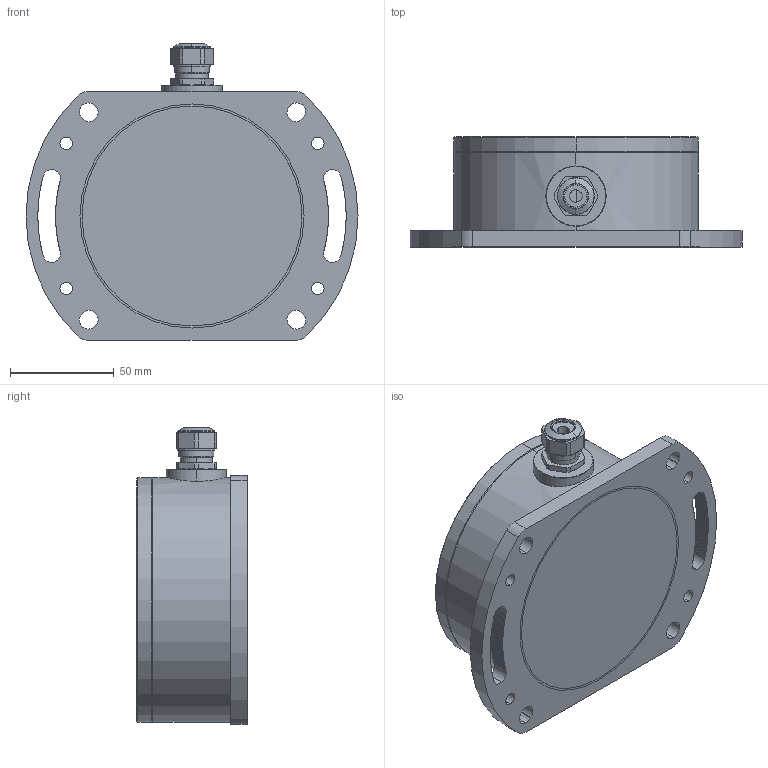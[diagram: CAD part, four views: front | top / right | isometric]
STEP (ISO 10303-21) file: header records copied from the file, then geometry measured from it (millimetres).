
FILE_DESCRIPTION(/* description */ ('VariCAD 2023-2.08 AP-214'),/* implementation_level */ '2;1');
FILE_NAME(/* name */ 'XB_Box_M16x1,5.stp',/* time_stamp */ '2026-03-06T10:33:18+01:00',/* author */ (''),/* organization */ (''),/* preprocessor_version */ 'VariCAD 2023-2.08',/* originating_system */ 'VariCAD 2023-2.08; kernel version (20180118)',/* authorisation */ '');
FILE_SCHEMA(('AUTOMOTIVE_DESIGN'));
Length unit declared in the file: millimetre
Products named in the file (12): XB_Box_M16x1,5; 1100.17.986
Assembly tree (11 placements, depth 2):
  XB_Box_M16x1,5
    1100.17.986
    (unnamed)
    (unnamed)
    (unnamed)
    (unnamed)
    (unnamed)
    (unnamed)
    (unnamed)
    (unnamed)
    (unnamed)
    (unnamed)
Bounding box: 160 x 53.2 x 143.11 mm (x, y, z)
Volume: 357603.1 mm3; surface area: 159083.5 mm2
Topology: 11 solids, 12 shells, 493 faces, 1289 edges, 836 vertices
Faces by surface type: cylinder 364, plane 57, cone 50, torus 20, sphere 2
Entity records: 16181 total; most frequent: DIRECTION 3150, CARTESIAN_POINT 2800, ORIENTED_EDGE 2574, AXIS2_PLACEMENT_3D 1352, EDGE_CURVE 1287, VERTEX_POINT 836, CIRCLE 825, EDGE_LOOP 545
